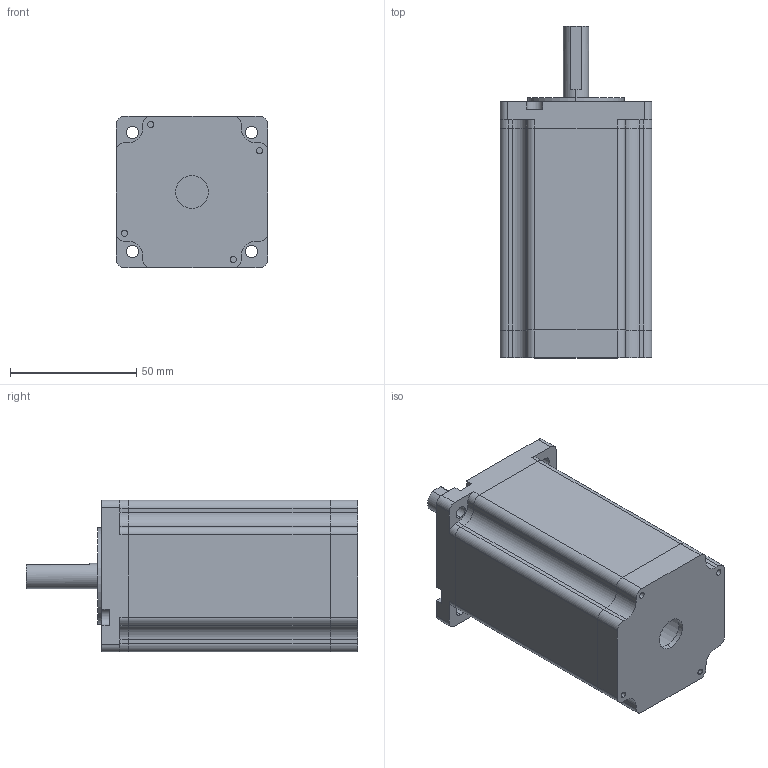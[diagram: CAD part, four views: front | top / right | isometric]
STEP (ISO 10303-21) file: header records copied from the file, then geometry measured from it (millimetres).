
FILE_DESCRIPTION (( 'STEP AP203' ), '1' );
FILE_NAME ('D57AM40.STEP', '2024-02-26T09:22:07', ( '' ), ( '' ), 'SwSTEP 2.0', 'SolidWorks 2020', '' );
FILE_SCHEMA (( 'CONFIG_CONTROL_DESIGN' ));
Length unit declared in the file: millimetre
Products named in the file (4): D57AM40; 60A3-57傷裔; 60A3隅赽; 60A3菁釱
Assembly tree (3 placements, depth 2):
  D57AM40
    60A3隅赽
    60A3菁釱
    60A3-57傷裔
Bounding box: 60 x 131.5 x 60 mm (x, y, z)
Volume: 143650.3 mm3; surface area: 64004.6 mm2
Topology: 3 solids, 3 shells, 251 faces, 682 edges, 455 vertices
Faces by surface type: plane 130, cylinder 121
Entity records: 8463 total; most frequent: DIRECTION 1449, CARTESIAN_POINT 1394, ORIENTED_EDGE 1364, EDGE_CURVE 682, AXIS2_PLACEMENT_3D 510, VERTEX_POINT 455, LINE 429, VECTOR 429
